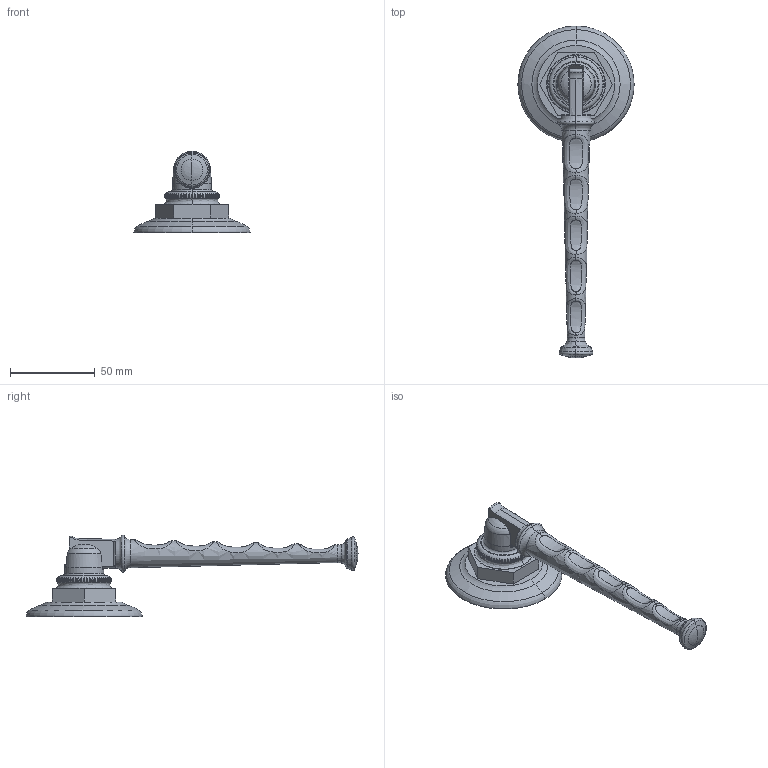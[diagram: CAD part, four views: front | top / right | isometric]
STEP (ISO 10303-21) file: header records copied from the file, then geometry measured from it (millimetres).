
FILE_DESCRIPTION((''),'2;1');
FILE_NAME('4817','2022-06-27T17:00:13',('rsmith'),(''),'CREO PARAMETRIC BY PTC INC, 2019352','CREO PARAMETRIC BY PTC INC, 2019352','');
FILE_SCHEMA(('CONFIG_CONTROL_DESIGN'));
Length unit declared in the file: inch
Products named in the file (1): 4817
Bounding box: 68.63 x 196.11 x 48.08 mm (x, y, z)
Volume: 69237 mm3; surface area: 19248.6 mm2
Topology: 1 solids, 1 shells, 243 faces, 468 edges, 286 vertices
Faces by surface type: plane 140, bspline 42, torus 29, cylinder 16, cone 7, extrusion 5, sphere 2, revolution 2
Entity records: 12234 total; most frequent: CARTESIAN_POINT 7727, ORIENTED_EDGE 932, DIRECTION 789, EDGE_CURVE 466, AXIS2_PLACEMENT_3D 332, EDGE_LOOP 304, VERTEX_POINT 286, FACE_OUTER_BOUND 243
